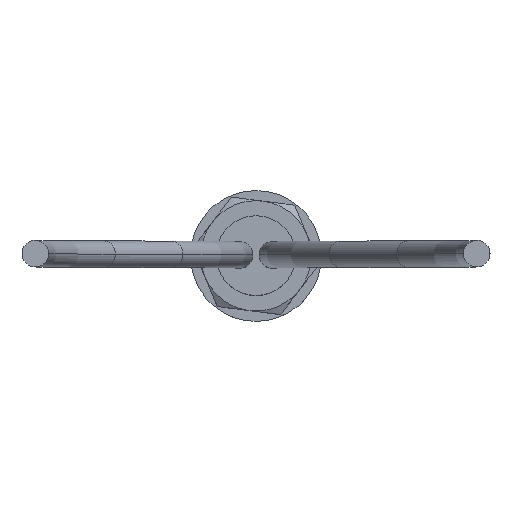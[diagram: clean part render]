
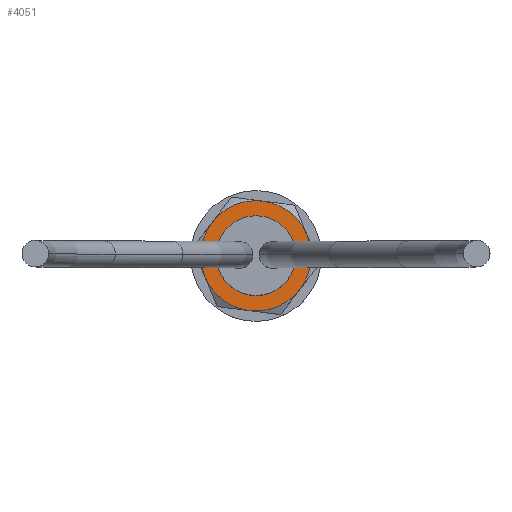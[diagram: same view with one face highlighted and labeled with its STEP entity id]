
A CAD part, top view. The second image highlights one B-rep face of the part: STEP entity #4051.
In plain terms, the highlighted planar face has unit normal (0, 0, 1).
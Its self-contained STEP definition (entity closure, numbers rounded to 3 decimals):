
#34=CARTESIAN_POINT('',(-2.491,-1.041,15.455));
#62=CARTESIAN_POINT('',(-0.344,-2.678,15.455));
#118=CARTESIAN_POINT('',(2.491,1.041,15.455));
#140=CARTESIAN_POINT('',(2.147,-1.637,15.455));
#146=CARTESIAN_POINT('',(0.344,2.678,15.455));
#174=CARTESIAN_POINT('',(-2.147,1.637,15.455));
#1424=CARTESIAN_POINT('',(0.,0.,15.455));
#1425=DIRECTION('',(0.,0.,-1.));
#1426=DIRECTION('',(0.923,0.386,0.));
#1427=AXIS2_PLACEMENT_3D('',#1424,#1425,#1426);
#1429=CARTESIAN_POINT('',(0.,0.,15.455));
#1430=DIRECTION('',(0.,0.,-1.));
#1431=DIRECTION('',(0.795,-0.606,0.));
#1432=AXIS2_PLACEMENT_3D('',#1429,#1430,#1431);
#1434=CARTESIAN_POINT('',(0.,0.,15.455));
#1435=DIRECTION('',(0.,0.,-1.));
#1436=DIRECTION('',(-0.127,-0.992,0.));
#1437=AXIS2_PLACEMENT_3D('',#1434,#1435,#1436);
#1439=CARTESIAN_POINT('',(0.,0.,15.455));
#1440=DIRECTION('',(0.,0.,-1.));
#1441=DIRECTION('',(-0.923,-0.386,0.));
#1442=AXIS2_PLACEMENT_3D('',#1439,#1440,#1441);
#1444=CARTESIAN_POINT('',(0.,0.,15.455));
#1445=DIRECTION('',(0.,0.,-1.));
#1446=DIRECTION('',(-0.795,0.606,0.));
#1447=AXIS2_PLACEMENT_3D('',#1444,#1445,#1446);
#1449=CARTESIAN_POINT('',(0.,0.,15.455));
#1450=DIRECTION('',(0.,0.,-1.));
#1451=DIRECTION('',(0.127,0.992,0.));
#1452=AXIS2_PLACEMENT_3D('',#1449,#1450,#1451);
#1454=CARTESIAN_POINT('',(0.,0.,15.455));
#1455=DIRECTION('',(0.,0.,-1.));
#1456=DIRECTION('',(-0.923,-0.386,0.));
#1457=AXIS2_PLACEMENT_3D('',#1454,#1455,#1456);
#1477=CARTESIAN_POINT('',(0.,0.,15.455));
#1478=DIRECTION('',(0.,0.,-1.));
#1479=DIRECTION('',(0.923,0.386,0.));
#1480=AXIS2_PLACEMENT_3D('',#1477,#1478,#1479);
#2072=VERTEX_POINT('',#140);
#2076=VERTEX_POINT('',#118);
#2080=VERTEX_POINT('',#146);
#2084=VERTEX_POINT('',#174);
#2088=VERTEX_POINT('',#34);
#2092=VERTEX_POINT('',#62);
#2109=CARTESIAN_POINT('',(1.735,0.725,15.455));
#2110=VERTEX_POINT('',#2109);
#2111=CARTESIAN_POINT('',(-1.735,-0.725,
15.455));
#2112=VERTEX_POINT('',#2111);
#4032=CARTESIAN_POINT('',(0.,0.,15.455));
#4033=DIRECTION('',(0.,0.,-1.));
#4034=DIRECTION('',(0.923,0.386,0.));
#4035=AXIS2_PLACEMENT_3D('',#4032,#4033,#4034);
#4036=PLANE('',#4035);
#4037=ORIENTED_EDGE('',*,*,#2321,.T.);
#4038=ORIENTED_EDGE('',*,*,#2276,.T.);
#4039=ORIENTED_EDGE('',*,*,#2231,.T.);
#4040=ORIENTED_EDGE('',*,*,#2185,.T.);
#4041=ORIENTED_EDGE('',*,*,#2411,.T.);
#4042=ORIENTED_EDGE('',*,*,#2366,.T.);
#4043=EDGE_LOOP('',(#4037,#4038,#4039,#4040,#4041,#4042));
#4044=FACE_OUTER_BOUND('',#4043,.F.);
#4046=ORIENTED_EDGE('',*,*,#4045,.F.);
#4048=ORIENTED_EDGE('',*,*,#4047,.F.);
#4049=EDGE_LOOP('',(#4046,#4048));
#4050=FACE_BOUND('',#4049,.F.);
#4051=ADVANCED_FACE('',(#4044,#4050),#4036,.F.);
#1428=CIRCLE('',#1427,2.7);
#1433=CIRCLE('',#1432,2.7);
#1438=CIRCLE('',#1437,2.7);
#1443=CIRCLE('',#1442,2.7);
#1448=CIRCLE('',#1447,2.7);
#1453=CIRCLE('',#1452,2.7);
#1458=CIRCLE('',#1457,1.88);
#1481=CIRCLE('',#1480,1.88);
#2185=EDGE_CURVE('',#2088,#2084,#1443,.T.);
#2231=EDGE_CURVE('',#2092,#2088,#1438,.T.);
#2276=EDGE_CURVE('',#2072,#2092,#1433,.T.);
#2321=EDGE_CURVE('',#2076,#2072,#1428,.T.);
#2366=EDGE_CURVE('',#2080,#2076,#1453,.T.);
#2411=EDGE_CURVE('',#2084,#2080,#1448,.T.);
#4045=EDGE_CURVE('',#2112,#2110,#1458,.T.);
#4047=EDGE_CURVE('',#2110,#2112,#1481,.T.);
